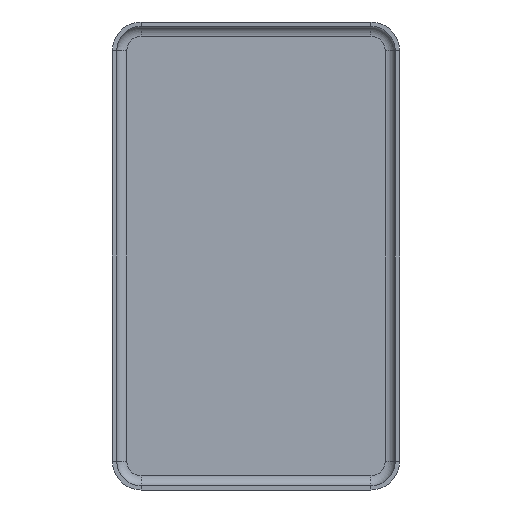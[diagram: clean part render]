
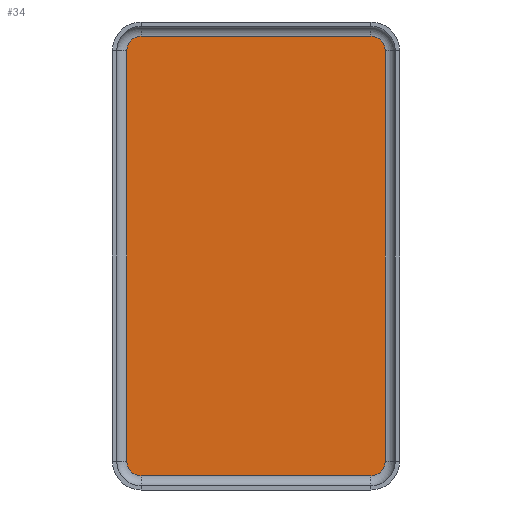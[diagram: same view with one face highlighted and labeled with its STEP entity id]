
A CAD part, front view. The second image highlights one B-rep face of the part: STEP entity #34.
In plain terms, the highlighted planar face has unit normal (0, -1, 0).
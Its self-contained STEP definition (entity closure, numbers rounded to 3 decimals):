
#10 = LINE ( 'NONE', #188, #403 ) ;
#15 = DIRECTION ( 'NONE',  ( 0., 0., -1. ) ) ;
#34 = ADVANCED_FACE ( 'NONE', ( #984 ), #824, .T. ) ;
#47 = DIRECTION ( 'NONE',  ( 0., 0., 1. ) ) ;
#51 = CARTESIAN_POINT ( 'NONE',  ( 8., -0.3, -15.3 ) ) ;
#62 = CARTESIAN_POINT ( 'NONE',  ( -8., -0.3, -15.3 ) ) ;
#78 = CARTESIAN_POINT ( 'NONE',  ( -8., -0.3, -14.3 ) ) ;
#86 = EDGE_CURVE ( 'NONE', #174, #680, #951, .T. ) ;
#98 = ORIENTED_EDGE ( 'NONE', *, *, #166, .F. ) ;
#104 = EDGE_CURVE ( 'NONE', #792, #263, #970, .T. ) ;
#134 = CARTESIAN_POINT ( 'NONE',  ( 8., -0.3, 14.3 ) ) ;
#141 = CIRCLE ( 'NONE', #785, 1. ) ;
#152 = DIRECTION ( 'NONE',  ( 0., 1., 0. ) ) ;
#166 = EDGE_CURVE ( 'NONE', #691, #619, #10, .T. ) ;
#174 = VERTEX_POINT ( 'NONE', #558 ) ;
#177 = CARTESIAN_POINT ( 'NONE',  ( 8., -0.3, 14.3 ) ) ;
#188 = CARTESIAN_POINT ( 'NONE',  ( 9., -0.3, 14.3 ) ) ;
#225 = AXIS2_PLACEMENT_3D ( 'NONE', #372, #152, #433 ) ;
#236 = LINE ( 'NONE', #965, #310 ) ;
#263 = VERTEX_POINT ( 'NONE', #381 ) ;
#267 = DIRECTION ( 'NONE',  ( 0., 1., 0. ) ) ;
#273 = ORIENTED_EDGE ( 'NONE', *, *, #104, .F. ) ;
#298 = EDGE_CURVE ( 'NONE', #263, #174, #411, .T. ) ;
#310 = VECTOR ( 'NONE', #960, 1000. ) ;
#311 = CARTESIAN_POINT ( 'NONE',  ( -8., -0.3, 15.3 ) ) ;
#327 = VECTOR ( 'NONE', #47, 1000. ) ;
#369 = AXIS2_PLACEMENT_3D ( 'NONE', #78, #894, #1077 ) ;
#372 = CARTESIAN_POINT ( 'NONE',  ( -8., -0.3, 14.3 ) ) ;
#381 = CARTESIAN_POINT ( 'NONE',  ( -9., -0.3, -14.3 ) ) ;
#403 = VECTOR ( 'NONE', #15, 1000. ) ;
#407 = VERTEX_POINT ( 'NONE', #580 ) ;
#411 = LINE ( 'NONE', #420, #327 ) ;
#420 = CARTESIAN_POINT ( 'NONE',  ( -9., -0.3, -14.3 ) ) ;
#433 = DIRECTION ( 'NONE',  ( 0., 0., 1. ) ) ;
#479 = ORIENTED_EDGE ( 'NONE', *, *, #1135, .F. ) ;
#490 = DIRECTION ( 'NONE',  ( 0., 1., 0. ) ) ;
#495 = EDGE_CURVE ( 'NONE', #619, #407, #141, .T. ) ;
#539 = DIRECTION ( 'NONE',  ( 0., 0., 1. ) ) ;
#556 = ORIENTED_EDGE ( 'NONE', *, *, #298, .F. ) ;
#558 = CARTESIAN_POINT ( 'NONE',  ( -9., -0.3, 14.3 ) ) ;
#574 = AXIS2_PLACEMENT_3D ( 'NONE', #177, #819, #630 ) ;
#580 = CARTESIAN_POINT ( 'NONE',  ( 8., -0.3, -15.3 ) ) ;
#581 = DIRECTION ( 'NONE',  ( 0., 0., 1. ) ) ;
#619 = VERTEX_POINT ( 'NONE', #844 ) ;
#630 = DIRECTION ( 'NONE',  ( 0., 0., -1. ) ) ;
#658 = CARTESIAN_POINT ( 'NONE',  ( 9., -0.3, 14.3 ) ) ;
#671 = CIRCLE ( 'NONE', #827, 1. ) ;
#680 = VERTEX_POINT ( 'NONE', #311 ) ;
#691 = VERTEX_POINT ( 'NONE', #658 ) ;
#715 = ORIENTED_EDGE ( 'NONE', *, *, #860, .F. ) ;
#716 = CARTESIAN_POINT ( 'NONE',  ( 8., -0.3, -14.3 ) ) ;
#726 = EDGE_LOOP ( 'NONE', ( #1128, #479, #809, #556, #273, #715, #1044, #98 ) ) ;
#785 = AXIS2_PLACEMENT_3D ( 'NONE', #716, #267, #539 ) ;
#792 = VERTEX_POINT ( 'NONE', #62 ) ;
#809 = ORIENTED_EDGE ( 'NONE', *, *, #86, .F. ) ;
#819 = DIRECTION ( 'NONE',  ( 0., -1., 0. ) ) ;
#824 = PLANE ( 'NONE',  #574 ) ;
#827 = AXIS2_PLACEMENT_3D ( 'NONE', #134, #490, #581 ) ;
#844 = CARTESIAN_POINT ( 'NONE',  ( 9., -0.3, -14.3 ) ) ;
#860 = EDGE_CURVE ( 'NONE', #407, #792, #877, .T. ) ;
#877 = LINE ( 'NONE', #51, #1169 ) ;
#894 = DIRECTION ( 'NONE',  ( 0., 1., 0. ) ) ;
#907 = CARTESIAN_POINT ( 'NONE',  ( 8., -0.3, 15.3 ) ) ;
#932 = VERTEX_POINT ( 'NONE', #907 ) ;
#951 = CIRCLE ( 'NONE', #225, 1. ) ;
#960 = DIRECTION ( 'NONE',  ( 1., 0., 0. ) ) ;
#965 = CARTESIAN_POINT ( 'NONE',  ( -8., -0.3, 15.3 ) ) ;
#970 = CIRCLE ( 'NONE', #369, 1. ) ;
#984 = FACE_OUTER_BOUND ( 'NONE', #726, .T. ) ;
#1044 = ORIENTED_EDGE ( 'NONE', *, *, #495, .F. ) ;
#1058 = DIRECTION ( 'NONE',  ( -1., 0., 0. ) ) ;
#1077 = DIRECTION ( 'NONE',  ( 0., 0., 1. ) ) ;
#1110 = EDGE_CURVE ( 'NONE', #932, #691, #671, .T. ) ;
#1128 = ORIENTED_EDGE ( 'NONE', *, *, #1110, .F. ) ;
#1135 = EDGE_CURVE ( 'NONE', #680, #932, #236, .T. ) ;
#1169 = VECTOR ( 'NONE', #1058, 1000. ) ;
